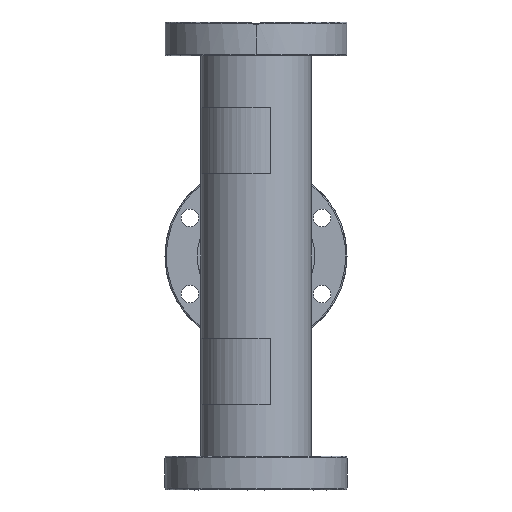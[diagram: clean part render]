
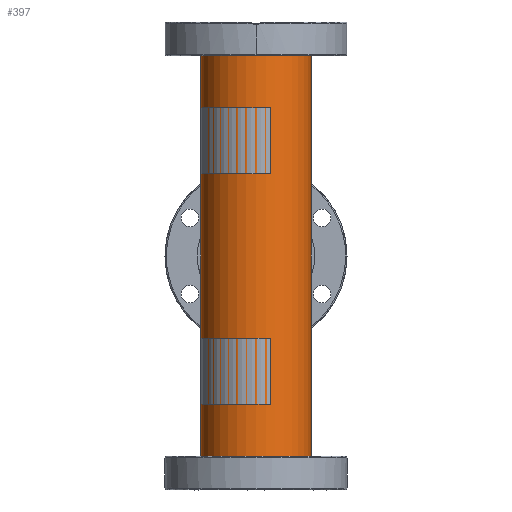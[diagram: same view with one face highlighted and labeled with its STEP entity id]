
A CAD part, front view. The second image highlights one B-rep face of the part: STEP entity #397.
In plain terms, the highlighted cylindrical face has radius 21.25 mm (diameter 42.5 mm), a partial arc.
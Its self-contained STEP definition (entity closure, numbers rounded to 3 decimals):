
#325=AXIS2_PLACEMENT_3D('Cylinder Axis2P3D',#322,#323,#324) ;
#381=AXIS2_PLACEMENT_3D('Circle Axis2P3D',#379,#380,$) ;
#386=AXIS2_PLACEMENT_3D('Circle Axis2P3D',#384,#385,$) ;
#107=CARTESIAN_POINT('Vertex',(21.25,0.,0.)) ;
#114=CARTESIAN_POINT('Vertex',(-21.25,0.,0.)) ;
#322=CARTESIAN_POINT('Axis2P3D Location',(0.,0.,0.)) ;
#327=CARTESIAN_POINT('Line Origine',(-21.25,0.,0.)) ;
#331=CARTESIAN_POINT('Vertex',(-21.25,0.,85.2)) ;
#338=CARTESIAN_POINT('Vertex',(21.25,0.,85.2)) ;
#341=CARTESIAN_POINT('Line Origine',(21.25,0.,0.)) ;
#353=CARTESIAN_POINT('Line Origine',(21.25,0.,0.)) ;
#357=CARTESIAN_POINT('Vertex',(21.25,0.,-85.2)) ;
#364=CARTESIAN_POINT('Vertex',(-21.25,0.,-85.2)) ;
#367=CARTESIAN_POINT('Line Origine',(-21.25,0.,0.)) ;
#379=CARTESIAN_POINT('Axis2P3D Location',(0.,0.,-85.2)) ;
#384=CARTESIAN_POINT('Axis2P3D Location',(0.,0.,85.2)) ;
#323=DIRECTION('Axis2P3D Direction',(0.,0.,1.)) ;
#324=DIRECTION('Axis2P3D XDirection',(1.,0.,0.)) ;
#328=DIRECTION('Vector Direction',(0.,0.,1.)) ;
#342=DIRECTION('Vector Direction',(0.,0.,1.)) ;
#354=DIRECTION('Vector Direction',(0.,0.,1.)) ;
#368=DIRECTION('Vector Direction',(0.,0.,1.)) ;
#380=DIRECTION('Axis2P3D Direction',(0.,0.,1.)) ;
#385=DIRECTION('Axis2P3D Direction',(0.,0.,1.)) ;
#329=VECTOR('Line Direction',#328,1.) ;
#343=VECTOR('Line Direction',#342,1.) ;
#355=VECTOR('Line Direction',#354,1.) ;
#369=VECTOR('Line Direction',#368,1.) ;
#390=ORIENTED_EDGE('',*,*,#333,.F.) ;
#391=ORIENTED_EDGE('',*,*,#371,.F.) ;
#392=ORIENTED_EDGE('',*,*,#383,.T.) ;
#393=ORIENTED_EDGE('',*,*,#359,.T.) ;
#394=ORIENTED_EDGE('',*,*,#345,.T.) ;
#395=ORIENTED_EDGE('',*,*,#388,.F.) ;
#397=ADVANCED_FACE('PartBody',(#396),#326,.T.) ;
#382=CIRCLE('generated circle',#381,21.25) ;
#387=CIRCLE('generated circle',#386,21.25) ;
#326=CYLINDRICAL_SURFACE('generated cylinder',#325,21.25) ;
#333=EDGE_CURVE('',#115,#332,#330,.T.) ;
#345=EDGE_CURVE('',#108,#339,#344,.T.) ;
#359=EDGE_CURVE('',#358,#108,#356,.T.) ;
#371=EDGE_CURVE('',#365,#115,#370,.T.) ;
#383=EDGE_CURVE('',#365,#358,#382,.T.) ;
#388=EDGE_CURVE('',#332,#339,#387,.T.) ;
#389=EDGE_LOOP('',(#390,#391,#392,#393,#394,#395)) ;
#396=FACE_OUTER_BOUND('',#389,.T.) ;
#330=LINE('Line',#327,#329) ;
#344=LINE('Line',#341,#343) ;
#356=LINE('Line',#353,#355) ;
#370=LINE('Line',#367,#369) ;
#108=VERTEX_POINT('',#107) ;
#115=VERTEX_POINT('',#114) ;
#332=VERTEX_POINT('',#331) ;
#339=VERTEX_POINT('',#338) ;
#358=VERTEX_POINT('',#357) ;
#365=VERTEX_POINT('',#364) ;
